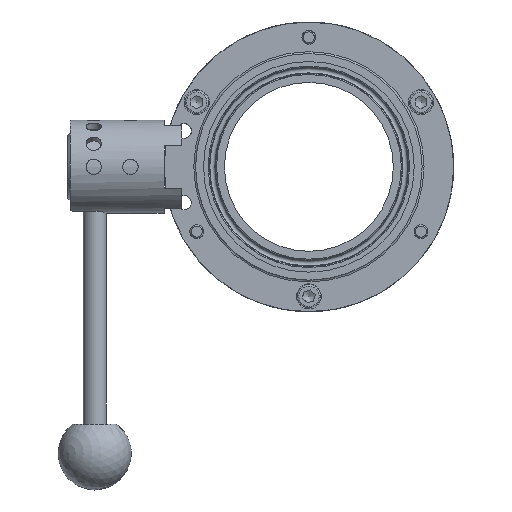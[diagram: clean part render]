
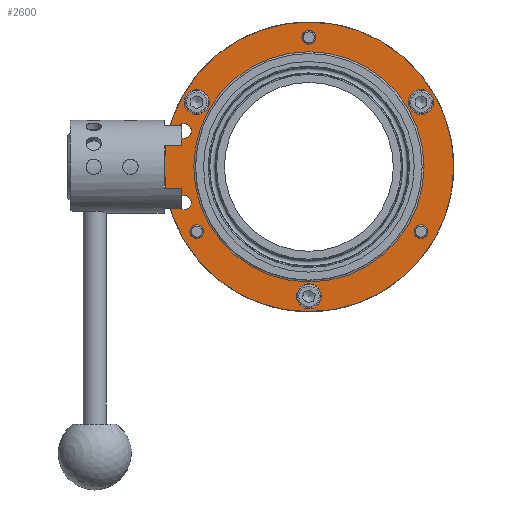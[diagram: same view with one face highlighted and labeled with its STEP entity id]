
A CAD part, left-side view. The second image highlights one B-rep face of the part: STEP entity #2600.
In plain terms, the highlighted planar face has unit normal (-1, 0, 0).
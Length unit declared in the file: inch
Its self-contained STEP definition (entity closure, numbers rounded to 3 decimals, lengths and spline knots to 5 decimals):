
#541=FACE_BOUND('',#804,.T.);
#542=FACE_BOUND('',#805,.T.);
#543=FACE_BOUND('',#806,.T.);
#544=FACE_BOUND('',#807,.T.);
#545=FACE_BOUND('',#808,.T.);
#546=FACE_BOUND('',#809,.T.);
#547=FACE_BOUND('',#810,.T.);
#548=FACE_BOUND('',#811,.T.);
#549=FACE_BOUND('',#812,.T.);
#580=PLANE('',#2966);
#653=FACE_OUTER_BOUND('',#803,.T.);
#803=EDGE_LOOP('',(#1939,#1940));
#804=EDGE_LOOP('',(#1941,#1942));
#805=EDGE_LOOP('',(#1943,#1944));
#806=EDGE_LOOP('',(#1945,#1946));
#807=EDGE_LOOP('',(#1947));
#808=EDGE_LOOP('',(#1948));
#809=EDGE_LOOP('',(#1949));
#810=EDGE_LOOP('',(#1950));
#811=EDGE_LOOP('',(#1951));
#812=EDGE_LOOP('',(#1952,#1953));
#985=CIRCLE('',#2927,0.2125);
#986=CIRCLE('',#2928,0.2125);
#990=CIRCLE('',#2935,0.2125);
#991=CIRCLE('',#2936,0.2125);
#995=CIRCLE('',#2943,0.2125);
#996=CIRCLE('',#2944,0.2125);
#997=CIRCLE('',#2947,0.1275);
#998=CIRCLE('',#2949,0.11811);
#999=CIRCLE('',#2951,0.11811);
#1000=CIRCLE('',#2953,0.11811);
#1001=CIRCLE('',#2955,0.1225);
#1004=CIRCLE('',#2959,1.95625);
#1005=CIRCLE('',#2960,1.95625);
#1010=CIRCLE('',#2967,2.4609);
#1011=CIRCLE('',#2968,2.4609);
#1162=VERTEX_POINT('',#4184);
#1163=VERTEX_POINT('',#4185);
#1167=VERTEX_POINT('',#4199);
#1168=VERTEX_POINT('',#4200);
#1172=VERTEX_POINT('',#4214);
#1173=VERTEX_POINT('',#4215);
#1174=VERTEX_POINT('',#4222);
#1175=VERTEX_POINT('',#4226);
#1176=VERTEX_POINT('',#4230);
#1177=VERTEX_POINT('',#4234);
#1178=VERTEX_POINT('',#4238);
#1181=VERTEX_POINT('',#4245);
#1182=VERTEX_POINT('',#4247);
#1186=VERTEX_POINT('',#4260);
#1187=VERTEX_POINT('',#4261);
#1449=EDGE_CURVE('',#1162,#1163,#985,.T.);
#1450=EDGE_CURVE('',#1163,#1162,#986,.T.);
#1456=EDGE_CURVE('',#1167,#1168,#990,.T.);
#1457=EDGE_CURVE('',#1168,#1167,#991,.T.);
#1463=EDGE_CURVE('',#1172,#1173,#995,.T.);
#1464=EDGE_CURVE('',#1173,#1172,#996,.T.);
#1468=EDGE_CURVE('',#1174,#1174,#997,.T.);
#1470=EDGE_CURVE('',#1175,#1175,#998,.T.);
#1472=EDGE_CURVE('',#1176,#1176,#999,.T.);
#1474=EDGE_CURVE('',#1177,#1177,#1000,.T.);
#1476=EDGE_CURVE('',#1178,#1178,#1001,.T.);
#1479=EDGE_CURVE('',#1181,#1182,#1004,.T.);
#1480=EDGE_CURVE('',#1182,#1181,#1005,.T.);
#1486=EDGE_CURVE('',#1186,#1187,#1010,.T.);
#1487=EDGE_CURVE('',#1187,#1186,#1011,.T.);
#1939=ORIENTED_EDGE('',*,*,#1486,.F.);
#1940=ORIENTED_EDGE('',*,*,#1487,.F.);
#1941=ORIENTED_EDGE('',*,*,#1449,.T.);
#1942=ORIENTED_EDGE('',*,*,#1450,.T.);
#1943=ORIENTED_EDGE('',*,*,#1456,.T.);
#1944=ORIENTED_EDGE('',*,*,#1457,.T.);
#1945=ORIENTED_EDGE('',*,*,#1463,.T.);
#1946=ORIENTED_EDGE('',*,*,#1464,.T.);
#1947=ORIENTED_EDGE('',*,*,#1468,.T.);
#1948=ORIENTED_EDGE('',*,*,#1470,.T.);
#1949=ORIENTED_EDGE('',*,*,#1472,.T.);
#1950=ORIENTED_EDGE('',*,*,#1474,.T.);
#1951=ORIENTED_EDGE('',*,*,#1476,.T.);
#1952=ORIENTED_EDGE('',*,*,#1480,.F.);
#1953=ORIENTED_EDGE('',*,*,#1479,.F.);
#2600=ADVANCED_FACE('',(#653,#541,#542,#543,#544,#545,#546,#547,#548,#549),
#580,.T.);
#2927=AXIS2_PLACEMENT_3D('',#4186,#3312,#3313);
#2928=AXIS2_PLACEMENT_3D('',#4187,#3314,#3315);
#2935=AXIS2_PLACEMENT_3D('',#4201,#3330,#3331);
#2936=AXIS2_PLACEMENT_3D('',#4202,#3332,#3333);
#2943=AXIS2_PLACEMENT_3D('',#4216,#3348,#3349);
#2944=AXIS2_PLACEMENT_3D('',#4217,#3350,#3351);
#2947=AXIS2_PLACEMENT_3D('',#4224,#3359,#3360);
#2949=AXIS2_PLACEMENT_3D('',#4228,#3364,#3365);
#2951=AXIS2_PLACEMENT_3D('',#4232,#3369,#3370);
#2953=AXIS2_PLACEMENT_3D('',#4236,#3374,#3375);
#2955=AXIS2_PLACEMENT_3D('',#4240,#3379,#3380);
#2959=AXIS2_PLACEMENT_3D('',#4248,#3387,#3388);
#2960=AXIS2_PLACEMENT_3D('',#4249,#3389,#3390);
#2966=AXIS2_PLACEMENT_3D('',#4259,#3402,#3403);
#2967=AXIS2_PLACEMENT_3D('',#4262,#3404,#3405);
#2968=AXIS2_PLACEMENT_3D('',#4263,#3406,#3407);
#3312=DIRECTION('center_axis',(1.,0.,0.));
#3313=DIRECTION('ref_axis',(0.,0.,1.));
#3314=DIRECTION('center_axis',(1.,0.,0.));
#3315=DIRECTION('ref_axis',(0.,0.,1.));
#3330=DIRECTION('center_axis',(1.,0.,0.));
#3331=DIRECTION('ref_axis',(0.,0.,1.));
#3332=DIRECTION('center_axis',(1.,0.,0.));
#3333=DIRECTION('ref_axis',(0.,0.,1.));
#3348=DIRECTION('center_axis',(1.,0.,0.));
#3349=DIRECTION('ref_axis',(0.,0.,1.));
#3350=DIRECTION('center_axis',(1.,0.,0.));
#3351=DIRECTION('ref_axis',(0.,0.,1.));
#3359=DIRECTION('center_axis',(1.,0.,0.));
#3360=DIRECTION('ref_axis',(0.,0.,1.));
#3364=DIRECTION('center_axis',(1.,0.,0.));
#3365=DIRECTION('ref_axis',(0.,0.,1.));
#3369=DIRECTION('center_axis',(1.,0.,0.));
#3370=DIRECTION('ref_axis',(0.,0.,1.));
#3374=DIRECTION('center_axis',(1.,0.,0.));
#3375=DIRECTION('ref_axis',(0.,0.,1.));
#3379=DIRECTION('center_axis',(1.,0.,0.));
#3380=DIRECTION('ref_axis',(0.,0.,1.));
#3387=DIRECTION('center_axis',(-1.,0.,0.));
#3388=DIRECTION('ref_axis',(0.,-1.,0.));
#3389=DIRECTION('center_axis',(-1.,0.,0.));
#3390=DIRECTION('ref_axis',(0.,-1.,0.));
#3402=DIRECTION('center_axis',(-1.,0.,0.));
#3403=DIRECTION('ref_axis',(0.,0.,1.));
#3404=DIRECTION('center_axis',(1.,0.,0.));
#3405=DIRECTION('ref_axis',(0.,1.,0.));
#3406=DIRECTION('center_axis',(1.,0.,0.));
#3407=DIRECTION('ref_axis',(0.,1.,0.));
#4184=CARTESIAN_POINT('',(1.148,-1.90526,1.3125));
#4185=CARTESIAN_POINT('',(1.148,-1.90526,0.8875));
#4186=CARTESIAN_POINT('Origin',(1.148,-1.90526,1.1));
#4187=CARTESIAN_POINT('Origin',(1.148,-1.90526,1.1));
#4199=CARTESIAN_POINT('',(1.148,1.90526,1.3125));
#4200=CARTESIAN_POINT('',(1.148,1.90526,0.8875));
#4201=CARTESIAN_POINT('Origin',(1.148,1.90526,1.1));
#4202=CARTESIAN_POINT('Origin',(1.148,1.90526,1.1));
#4214=CARTESIAN_POINT('',(1.148,0.,-1.9875));
#4215=CARTESIAN_POINT('',(1.148,0.,-2.4125));
#4216=CARTESIAN_POINT('Origin',(1.148,0.,-2.2));
#4217=CARTESIAN_POINT('Origin',(1.148,0.,-2.2));
#4222=CARTESIAN_POINT('',(1.148,2.11998,0.4825));
#4224=CARTESIAN_POINT('Origin',(1.148,2.11998,0.61));
#4226=CARTESIAN_POINT('',(1.148,1.90526,-1.21811));
#4228=CARTESIAN_POINT('Origin',(1.148,1.90526,-1.1));
#4230=CARTESIAN_POINT('',(1.148,-1.90526,-1.21811));
#4232=CARTESIAN_POINT('Origin',(1.148,-1.90526,-1.1));
#4234=CARTESIAN_POINT('',(1.148,0.,2.08189));
#4236=CARTESIAN_POINT('Origin',(1.148,0.,2.2));
#4238=CARTESIAN_POINT('',(1.148,2.11998,-0.7325));
#4240=CARTESIAN_POINT('Origin',(1.148,2.11998,-0.61));
#4245=CARTESIAN_POINT('',(1.148,0.,1.95625));
#4247=CARTESIAN_POINT('',(1.148,1.95625,0.));
#4248=CARTESIAN_POINT('Origin',(1.148,0.,0.));
#4249=CARTESIAN_POINT('Origin',(1.148,0.,0.));
#4259=CARTESIAN_POINT('Origin',(1.148,2.19295,0.));
#4260=CARTESIAN_POINT('',(1.148,2.4609,0.));
#4261=CARTESIAN_POINT('',(1.148,-2.4609,0.));
#4262=CARTESIAN_POINT('Origin',(1.148,0.,0.));
#4263=CARTESIAN_POINT('Origin',(1.148,0.,0.));
